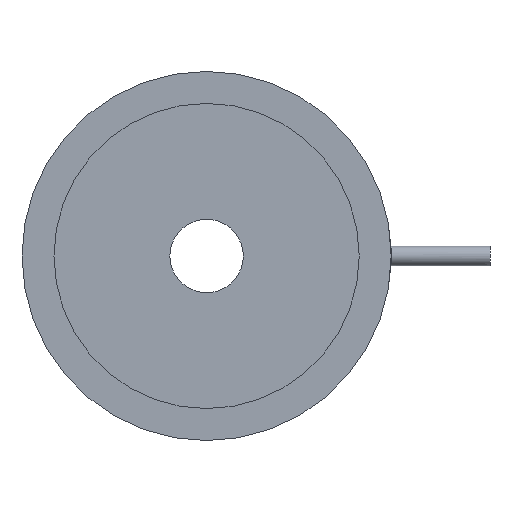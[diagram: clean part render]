
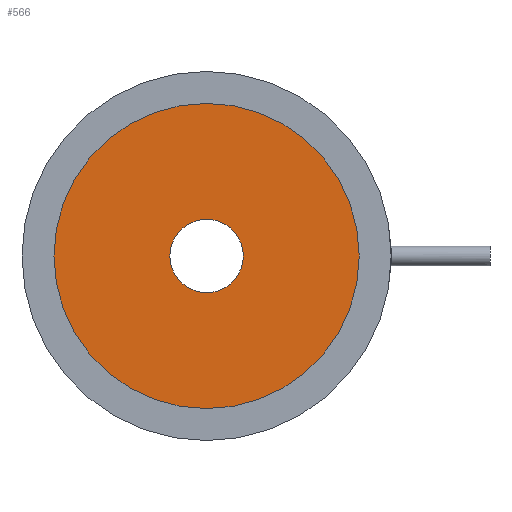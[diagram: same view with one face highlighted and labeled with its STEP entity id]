
A CAD part, front view. The second image highlights one B-rep face of the part: STEP entity #566.
In plain terms, the highlighted planar face has unit normal (0, -1, 0).
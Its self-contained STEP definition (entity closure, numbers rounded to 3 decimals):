
#28 = CARTESIAN_POINT ( 'NONE',  ( 0., 1., 0. ) ) ;
#33 = ORIENTED_EDGE ( 'NONE', *, *, #630, .T. ) ;
#48 = DIRECTION ( 'NONE',  ( 0., 0., -1. ) ) ;
#61 = FACE_BOUND ( 'NONE', #224, .T. ) ;
#86 = VERTEX_POINT ( 'NONE', #306 ) ;
#96 = CARTESIAN_POINT ( 'NONE',  ( 0., 1., 0. ) ) ;
#99 = DIRECTION ( 'NONE',  ( 0., -1., 0. ) ) ;
#127 = AXIS2_PLACEMENT_3D ( 'NONE', #445, #418, #217 ) ;
#177 = FACE_OUTER_BOUND ( 'NONE', #395, .T. ) ;
#217 = DIRECTION ( 'NONE',  ( 0., 0., -1. ) ) ;
#224 = EDGE_LOOP ( 'NONE', ( #33, #547 ) ) ;
#238 = CARTESIAN_POINT ( 'NONE',  ( 0., 1., -21. ) ) ;
#276 = DIRECTION ( 'NONE',  ( 0., -1., 0. ) ) ;
#283 = CARTESIAN_POINT ( 'NONE',  ( 0., 1., -5.05 ) ) ;
#284 = CIRCLE ( 'NONE', #665, 21. ) ;
#306 = CARTESIAN_POINT ( 'NONE',  ( 0., 1., 21. ) ) ;
#317 = VERTEX_POINT ( 'NONE', #238 ) ;
#378 = CIRCLE ( 'NONE', #127, 5.05 ) ;
#385 = VERTEX_POINT ( 'NONE', #597 ) ;
#395 = EDGE_LOOP ( 'NONE', ( #482, #489 ) ) ;
#397 = EDGE_CURVE ( 'NONE', #317, #86, #284, .T. ) ;
#402 = PLANE ( 'NONE',  #459 ) ;
#406 = EDGE_CURVE ( 'NONE', #86, #317, #497, .T. ) ;
#418 = DIRECTION ( 'NONE',  ( 0., 1., 0. ) ) ;
#438 = EDGE_CURVE ( 'NONE', #564, #385, #378, .T. ) ;
#445 = CARTESIAN_POINT ( 'NONE',  ( 0., 1., 0. ) ) ;
#446 = AXIS2_PLACEMENT_3D ( 'NONE', #651, #99, #48 ) ;
#459 = AXIS2_PLACEMENT_3D ( 'NONE', #639, #586, #732 ) ;
#467 = DIRECTION ( 'NONE',  ( 0., 1., 0. ) ) ;
#481 = DIRECTION ( 'NONE',  ( 0., 0., -1. ) ) ;
#482 = ORIENTED_EDGE ( 'NONE', *, *, #397, .T. ) ;
#489 = ORIENTED_EDGE ( 'NONE', *, *, #406, .T. ) ;
#497 = CIRCLE ( 'NONE', #446, 21. ) ;
#547 = ORIENTED_EDGE ( 'NONE', *, *, #438, .T. ) ;
#560 = CIRCLE ( 'NONE', #678, 5.05 ) ;
#564 = VERTEX_POINT ( 'NONE', #283 ) ;
#566 = ADVANCED_FACE ( 'NONE', ( #177, #61 ), #402, .T. ) ;
#586 = DIRECTION ( 'NONE',  ( 0., -1., 0. ) ) ;
#597 = CARTESIAN_POINT ( 'NONE',  ( 0., 1., 5.05 ) ) ;
#618 = DIRECTION ( 'NONE',  ( 0., 0., -1. ) ) ;
#630 = EDGE_CURVE ( 'NONE', #385, #564, #560, .T. ) ;
#639 = CARTESIAN_POINT ( 'NONE',  ( 0., 1., 0. ) ) ;
#651 = CARTESIAN_POINT ( 'NONE',  ( 0., 1., 0. ) ) ;
#665 = AXIS2_PLACEMENT_3D ( 'NONE', #96, #276, #618 ) ;
#678 = AXIS2_PLACEMENT_3D ( 'NONE', #28, #467, #481 ) ;
#732 = DIRECTION ( 'NONE',  ( 0., 0., -1. ) ) ;
